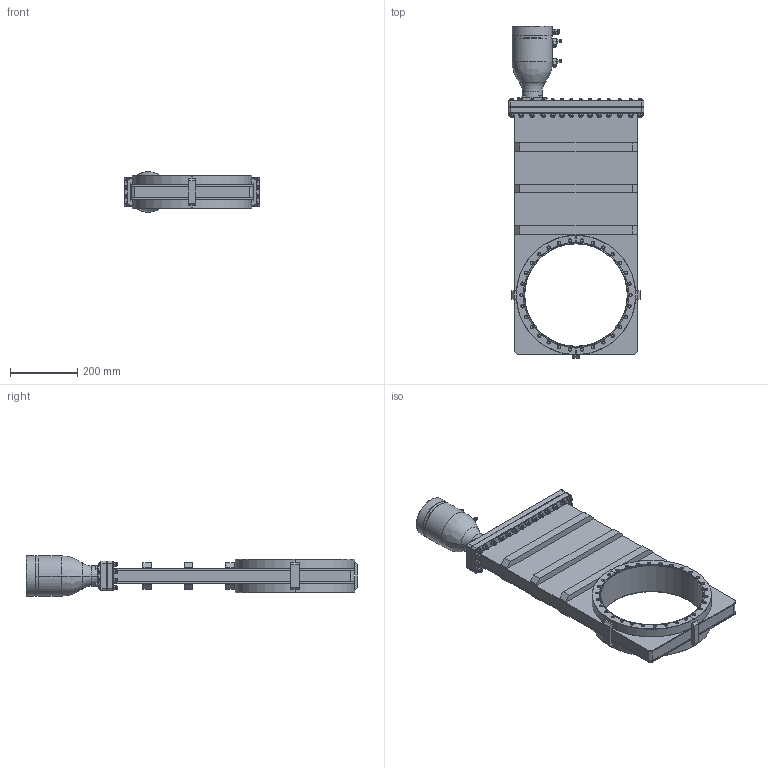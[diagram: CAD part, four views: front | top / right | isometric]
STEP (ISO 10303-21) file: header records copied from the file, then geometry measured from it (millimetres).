
FILE_DESCRIPTION((''),'2;1');
FILE_NAME('11222-1200R','2011-02-15T',('jd'),(''),'PRO/ENGINEER BY PARAMETRIC TECHNOLOGY CORPORATION, 2010280','PRO/ENGINEER BY PARAMETRIC TECHNOLOGY CORPORATION, 2010280','');
FILE_SCHEMA(('CONFIG_CONTROL_DESIGN'));
Length unit declared in the file: inch
Products named in the file (1): 11222-1200R
Bounding box: 403.23 x 987.45 x 120.26 mm (x, y, z)
Volume: 13660706.7 mm3; surface area: 1021235.7 mm2
Topology: 4 solids, 64 shells, 2247 faces, 5215 edges, 3287 vertices
Faces by surface type: plane 1080, cone 628, cylinder 520, torus 17, bspline 2
Entity records: 65895 total; most frequent: CARTESIAN_POINT 15338, DIRECTION 10436, ORIENTED_EDGE 10190, EDGE_CURVE 5215, AXIS2_PLACEMENT_3D 3953, VERTEX_POINT 3287, EDGE_LOOP 2560, VECTOR 2530
